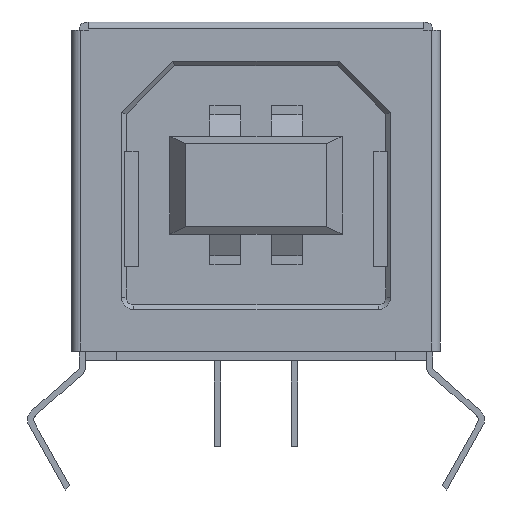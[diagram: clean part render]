
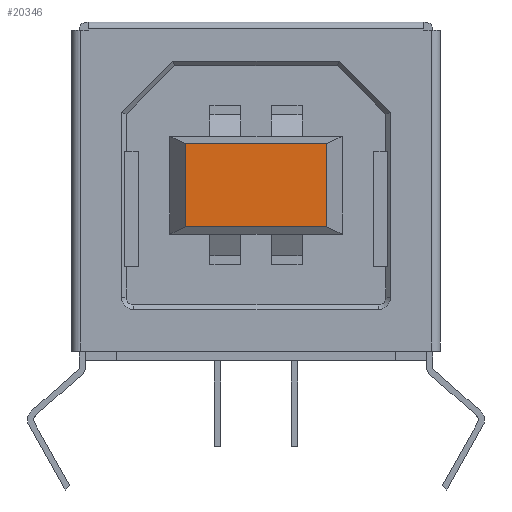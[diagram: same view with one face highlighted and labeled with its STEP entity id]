
A CAD part, front view. The second image highlights one B-rep face of the part: STEP entity #20346.
In plain terms, the highlighted planar face has unit normal (0, -1, 0).
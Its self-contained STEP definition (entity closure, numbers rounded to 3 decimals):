
#19517 = PLANE('',#19518);
#19518 = AXIS2_PLACEMENT_3D('',#19519,#19520,#19521);
#19519 = CARTESIAN_POINT('',(-3.84,-13.85,
    5.9));
#19520 = DIRECTION('',(-0.814,-0.581,
    0.));
#19521 = DIRECTION('',(0.,0.,-1.));
#19591 = PLANE('',#19592);
#19592 = AXIS2_PLACEMENT_3D('',#19593,#19594,#19595);
#19593 = CARTESIAN_POINT('',(-1.29,-13.85,
    7.37));
#19594 = DIRECTION('',(0.,-0.324,
    0.946));
#19595 = DIRECTION('',(-1.,0.,0.));
#19873 = PLANE('',#19874);
#19874 = AXIS2_PLACEMENT_3D('',#19875,#19876,#19877);
#19875 = CARTESIAN_POINT('',(1.26,-13.85,
    5.9));
#19876 = DIRECTION('',(0.814,-0.581,
    0.));
#19877 = DIRECTION('',(0.,0.,1.));
#19905 = PLANE('',#19906);
#19906 = AXIS2_PLACEMENT_3D('',#19907,#19908,#19909);
#19907 = CARTESIAN_POINT('',(-1.29,-13.85,
    4.43));
#19908 = DIRECTION('',(0.,-0.324,
    -0.946));
#19909 = DIRECTION('',(1.,0.,0.));
#20151 = VERTEX_POINT('',#20152);
#20152 = CARTESIAN_POINT('',(-3.59,-14.2,
    4.55));
#20173 = EDGE_CURVE('',#20151,#20174,#20176,.T.);
#20174 = VERTEX_POINT('',#20175);
#20175 = CARTESIAN_POINT('',(1.01,-14.2,
    4.55));
#20176 = SURFACE_CURVE('',#20177,(#20181,#20188),.PCURVE_S1.);
#20177 = LINE('',#20178,#20179);
#20178 = CARTESIAN_POINT('',(-3.59,-14.2,
    4.55));
#20179 = VECTOR('',#20180,1.);
#20180 = DIRECTION('',(1.,0.,0.));
#20181 = PCURVE('',#19905,#20182);
#20182 = DEFINITIONAL_REPRESENTATION('',(#20183),#20187);
#20183 = LINE('',#20184,#20185);
#20184 = CARTESIAN_POINT('',(-2.3,0.37));
#20185 = VECTOR('',#20186,1.);
#20186 = DIRECTION('',(1.,0.));
#20187 = ( GEOMETRIC_REPRESENTATION_CONTEXT(2) 
PARAMETRIC_REPRESENTATION_CONTEXT() REPRESENTATION_CONTEXT('2D SPACE',''
  ) );
#20188 = PCURVE('',#20189,#20194);
#20189 = PLANE('',#20190);
#20190 = AXIS2_PLACEMENT_3D('',#20191,#20192,#20193);
#20191 = CARTESIAN_POINT('',(-1.29,-14.2,
    5.71));
#20192 = DIRECTION('',(0.,-1.,0.));
#20193 = DIRECTION('',(1.,0.,0.));
#20194 = DEFINITIONAL_REPRESENTATION('',(#20195),#20199);
#20195 = LINE('',#20196,#20197);
#20196 = CARTESIAN_POINT('',(-2.3,-1.16));
#20197 = VECTOR('',#20198,1.);
#20198 = DIRECTION('',(1.,0.));
#20199 = ( GEOMETRIC_REPRESENTATION_CONTEXT(2) 
PARAMETRIC_REPRESENTATION_CONTEXT() REPRESENTATION_CONTEXT('2D SPACE',''
  ) );
#20227 = VERTEX_POINT('',#20228);
#20228 = CARTESIAN_POINT('',(-3.59,-14.2,
    7.25));
#20249 = EDGE_CURVE('',#20227,#20151,#20250,.T.);
#20250 = SURFACE_CURVE('',#20251,(#20255,#20262),.PCURVE_S1.);
#20251 = LINE('',#20252,#20253);
#20252 = CARTESIAN_POINT('',(-3.59,-14.2,
    7.25));
#20253 = VECTOR('',#20254,1.);
#20254 = DIRECTION('',(0.,0.,-1.));
#20255 = PCURVE('',#19517,#20256);
#20256 = DEFINITIONAL_REPRESENTATION('',(#20257),#20261);
#20257 = LINE('',#20258,#20259);
#20258 = CARTESIAN_POINT('',(-1.35,0.43));
#20259 = VECTOR('',#20260,1.);
#20260 = DIRECTION('',(1.,0.));
#20261 = ( GEOMETRIC_REPRESENTATION_CONTEXT(2) 
PARAMETRIC_REPRESENTATION_CONTEXT() REPRESENTATION_CONTEXT('2D SPACE',''
  ) );
#20262 = PCURVE('',#20189,#20263);
#20263 = DEFINITIONAL_REPRESENTATION('',(#20264),#20268);
#20264 = LINE('',#20265,#20266);
#20265 = CARTESIAN_POINT('',(-2.3,1.54));
#20266 = VECTOR('',#20267,1.);
#20267 = DIRECTION('',(0.,-1.));
#20268 = ( GEOMETRIC_REPRESENTATION_CONTEXT(2) 
PARAMETRIC_REPRESENTATION_CONTEXT() REPRESENTATION_CONTEXT('2D SPACE',''
  ) );
#20276 = VERTEX_POINT('',#20277);
#20277 = CARTESIAN_POINT('',(1.01,-14.2,
    7.25));
#20298 = EDGE_CURVE('',#20276,#20227,#20299,.T.);
#20299 = SURFACE_CURVE('',#20300,(#20304,#20311),.PCURVE_S1.);
#20300 = LINE('',#20301,#20302);
#20301 = CARTESIAN_POINT('',(1.01,-14.2,
    7.25));
#20302 = VECTOR('',#20303,1.);
#20303 = DIRECTION('',(-1.,0.,0.));
#20304 = PCURVE('',#19591,#20305);
#20305 = DEFINITIONAL_REPRESENTATION('',(#20306),#20310);
#20306 = LINE('',#20307,#20308);
#20307 = CARTESIAN_POINT('',(-2.3,0.37));
#20308 = VECTOR('',#20309,1.);
#20309 = DIRECTION('',(1.,0.));
#20310 = ( GEOMETRIC_REPRESENTATION_CONTEXT(2) 
PARAMETRIC_REPRESENTATION_CONTEXT() REPRESENTATION_CONTEXT('2D SPACE',''
  ) );
#20311 = PCURVE('',#20189,#20312);
#20312 = DEFINITIONAL_REPRESENTATION('',(#20313),#20317);
#20313 = LINE('',#20314,#20315);
#20314 = CARTESIAN_POINT('',(2.3,1.54));
#20315 = VECTOR('',#20316,1.);
#20316 = DIRECTION('',(-1.,0.));
#20317 = ( GEOMETRIC_REPRESENTATION_CONTEXT(2) 
PARAMETRIC_REPRESENTATION_CONTEXT() REPRESENTATION_CONTEXT('2D SPACE',''
  ) );
#20325 = EDGE_CURVE('',#20174,#20276,#20326,.T.);
#20326 = SURFACE_CURVE('',#20327,(#20331,#20338),.PCURVE_S1.);
#20327 = LINE('',#20328,#20329);
#20328 = CARTESIAN_POINT('',(1.01,-14.2,
    4.55));
#20329 = VECTOR('',#20330,1.);
#20330 = DIRECTION('',(0.,0.,1.));
#20331 = PCURVE('',#19873,#20332);
#20332 = DEFINITIONAL_REPRESENTATION('',(#20333),#20337);
#20333 = LINE('',#20334,#20335);
#20334 = CARTESIAN_POINT('',(-1.35,0.43));
#20335 = VECTOR('',#20336,1.);
#20336 = DIRECTION('',(1.,0.));
#20337 = ( GEOMETRIC_REPRESENTATION_CONTEXT(2) 
PARAMETRIC_REPRESENTATION_CONTEXT() REPRESENTATION_CONTEXT('2D SPACE',''
  ) );
#20338 = PCURVE('',#20189,#20339);
#20339 = DEFINITIONAL_REPRESENTATION('',(#20340),#20344);
#20340 = LINE('',#20341,#20342);
#20341 = CARTESIAN_POINT('',(2.3,-1.16));
#20342 = VECTOR('',#20343,1.);
#20343 = DIRECTION('',(0.,1.));
#20344 = ( GEOMETRIC_REPRESENTATION_CONTEXT(2) 
PARAMETRIC_REPRESENTATION_CONTEXT() REPRESENTATION_CONTEXT('2D SPACE',''
  ) );
#20346 = ADVANCED_FACE('',(#20347),#20189,.T.);
#20347 = FACE_BOUND('',#20348,.F.);
#20348 = EDGE_LOOP('',(#20349,#20350,#20351,#20352));
#20349 = ORIENTED_EDGE('',*,*,#20249,.F.);
#20350 = ORIENTED_EDGE('',*,*,#20298,.F.);
#20351 = ORIENTED_EDGE('',*,*,#20325,.F.);
#20352 = ORIENTED_EDGE('',*,*,#20173,.F.);
